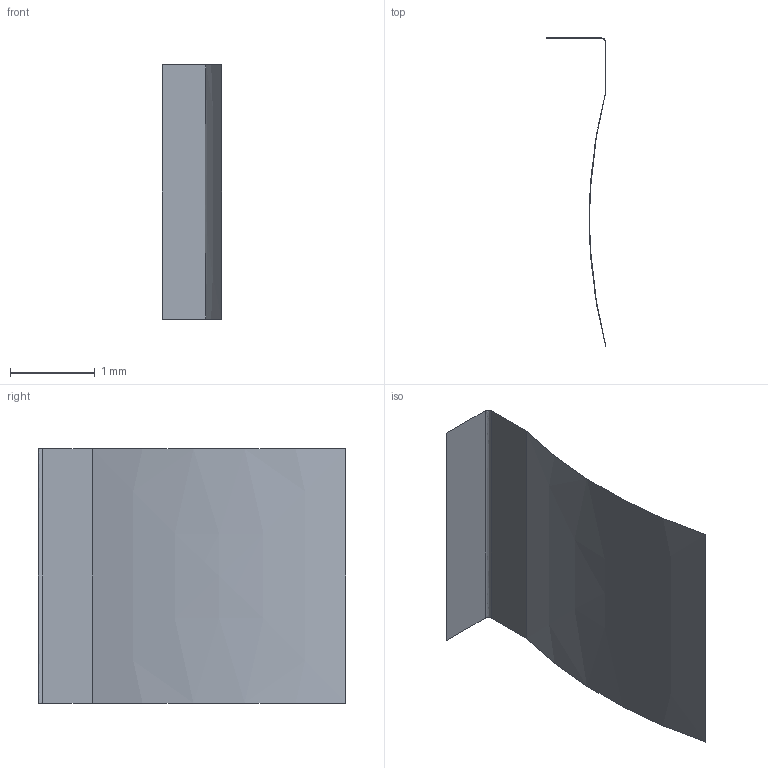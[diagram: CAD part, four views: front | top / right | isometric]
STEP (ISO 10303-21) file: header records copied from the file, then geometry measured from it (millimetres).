
FILE_DESCRIPTION((''),'2;1');
FILE_NAME('BARRE','2015-02-11T',('SESA69708'),('Schneider-Electric'),'PRO/ENGINEER BY PARAMETRIC TECHNOLOGY CORPORATION, 2012420','PRO/ENGINEER BY PARAMETRIC TECHNOLOGY CORPORATION, 2012420','');
FILE_SCHEMA(('CONFIG_CONTROL_DESIGN'));
Length unit declared in the file: millimetre
Products named in the file (1): BARRE
Bounding box: 0.7 x 3.63 x 3 mm (x, y, z)
Surface area: 13 mm2 (no closed solid volume)
Topology: 0 solids, 0 shells, 4 faces, 16 edges, 16 vertices
Faces by surface type: bspline 4
Entity records: 318 total; most frequent: CARTESIAN_POINT 93, DIRECTION 33, TRIMMED_CURVE 29, VECTOR 25, LINE 25, DEFINITIONAL_REPRESENTATION 16, PCURVE 16, COMPOSITE_CURVE_SEGMENT 16
